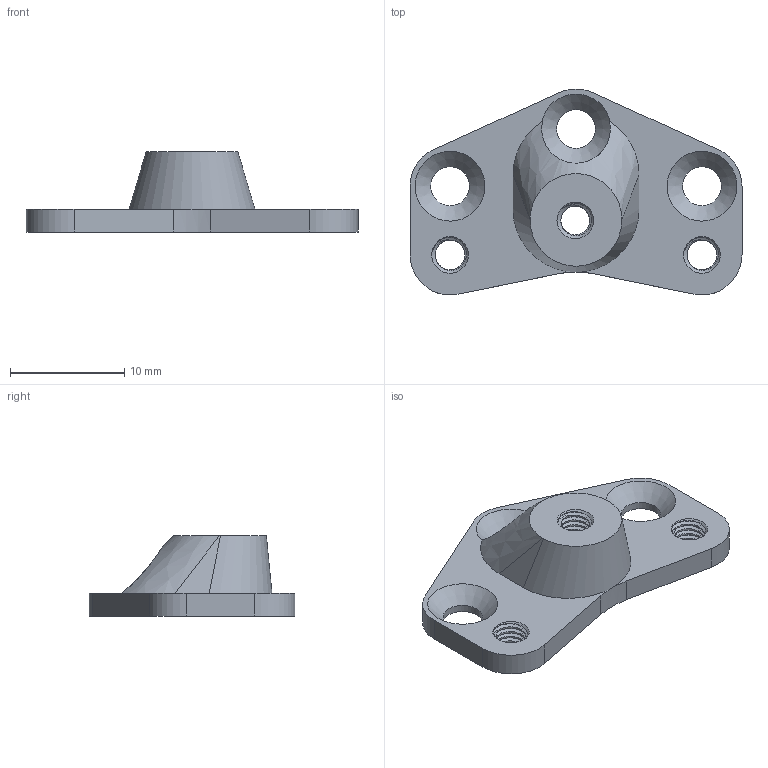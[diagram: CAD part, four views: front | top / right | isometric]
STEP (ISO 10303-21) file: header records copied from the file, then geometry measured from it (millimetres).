
FILE_DESCRIPTION(('FreeCAD Model'),'2;1');
FILE_NAME('Open CASCADE Shape Model','2024-07-12T14:20:57',(''),(''), 'Open CASCADE STEP processor 7.6','FreeCAD','Unknown');
FILE_SCHEMA(('AUTOMOTIVE_DESIGN { 1 0 10303 214 1 1 1 1 }'));
Length unit declared in the file: millimetre
Products named in the file (1): Hole140
Bounding box: 29 x 17.98 x 7 mm (x, y, z)
Volume: 1051.6 mm3; surface area: 1203.9 mm2
Topology: 1 solids, 1 shells, 108 faces, 273 edges, 166 vertices
Faces by surface type: bspline 79, cylinder 13, plane 10, cone 6
Full cylindrical faces by diameter (mm): 3.4 x3
Entity records: 23603 total; most frequent: CARTESIAN_POINT 19101, ORIENTED_EDGE 546, PCURVE 546, DEFINITIONAL_REPRESENTATION 546, DIRECTION 468, B_SPLINE_CURVE_WITH_KNOTS 448, LINE 285, VECTOR 285
